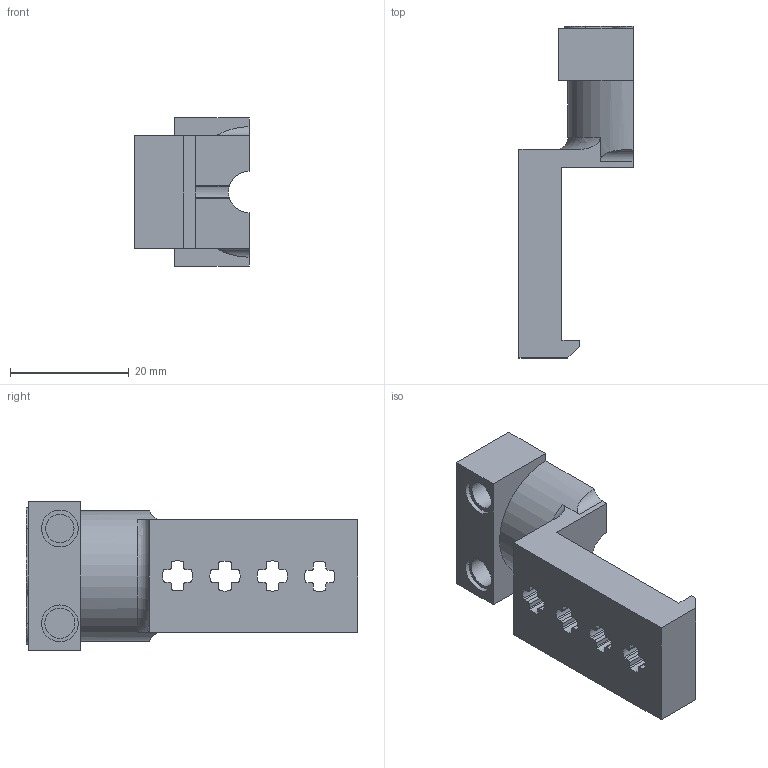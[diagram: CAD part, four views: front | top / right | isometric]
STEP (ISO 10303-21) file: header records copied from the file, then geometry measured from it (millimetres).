
FILE_DESCRIPTION(/* description */ ('STEP AP242','CAx-IF Rec.Pracs.---Representation and Presentation of Product Manufacturing Information (PMI)---4.0---2014-10-13','CAx-IF Rec.Pracs.---3D Tessellated Geometry---0.4---2014-09-14','2;1'),/* implementation_level */ '2;1');
FILE_NAME(/* name */ '68aeeed75069ec6dc98c8f85',/* time_stamp */ '2025-08-27T11:41:12Z',/* author */ (''),/* organization */ (''),/* preprocessor_version */ 'ST-DEVELOPER v20',/* originating_system */ 'ONSHAPE BY PTC INC, 1.202',/* authorisation */ ' ');
FILE_SCHEMA (('AP242_MANAGED_MODEL_BASED_3D_ENGINEERING_MIM_LF { 1 0 10303 442 1 1 4 }'));
Length unit declared in the file: metre
Products named in the file (2): Assembly 2; Part 3
Assembly tree (1 placements, depth 2):
  Assembly 2
    Part 3
Bounding box: 19.25 x 56 x 25 mm (x, y, z)
Volume: 7780.9 mm3; surface area: 5638.6 mm2
Topology: 1 solids, 1 shells, 163 faces, 461 edges, 308 vertices
Faces by surface type: cylinder 89, plane 73, torus 1
Full cylindrical faces by diameter (mm): 4.8 x1, 5.1 x2, 6.2 x6
Entity records: 5362 total; most frequent: CARTESIAN_POINT 957, DIRECTION 948, ORIENTED_EDGE 900, EDGE_CURVE 450, AXIS2_PLACEMENT_3D 340, VERTEX_POINT 306, LINE 268, VECTOR 268
